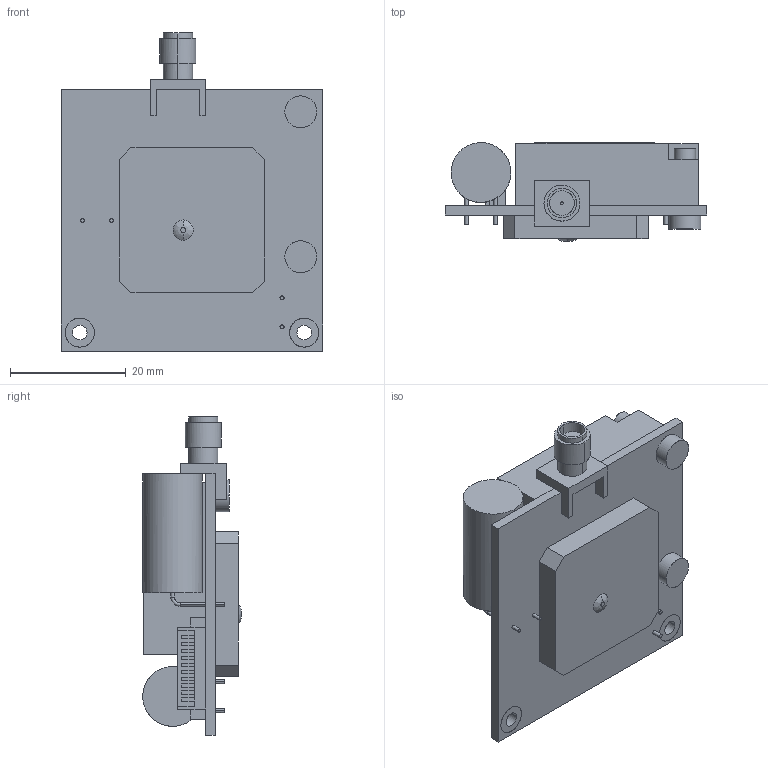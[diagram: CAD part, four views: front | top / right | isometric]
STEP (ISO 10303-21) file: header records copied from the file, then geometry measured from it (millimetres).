
FILE_DESCRIPTION(('STEP AP242'),'1');
FILE_NAME('RockBLOCK_V_3B.stp','2023-06-22T18:20:17',(' '),(' '),'Spatial InterOp 3D',' ',' ');
FILE_SCHEMA(('AP242_MANAGED_MODEL_BASED_3D_ENGINEERING_MIM_LF {1 0 10303 442 1 1 4}'));
Length unit declared in the file: metre
Products named in the file (5): RockBLOCK_V_3B; Component1; Component2; Component3; Component4
Assembly tree (4 placements, depth 2):
  RockBLOCK_V_3B
    Component1
    Component2
    Component3
    Component4
Bounding box: 45.05 x 17 x 54.85 mm (x, y, z)
Volume: 19737.4 mm3; surface area: 10539 mm2
Topology: 4 solids, 4 shells, 196 faces, 853 edges, 697 vertices
Faces by surface type: plane 128, cylinder 58, bspline 10
Entity records: 10194 total; most frequent: CARTESIAN_POINT 2705, ORIENTED_EDGE 1706, DIRECTION 1480, EDGE_CURVE 853, VERTEX_POINT 697, AXIS2_PLACEMENT_3D 580, CIRCLE 389, LINE 320
